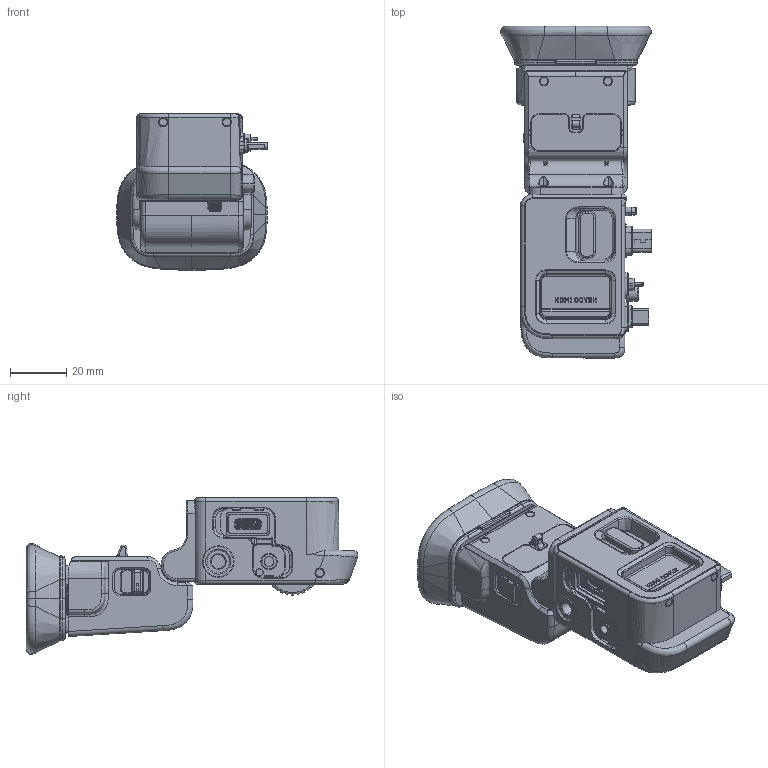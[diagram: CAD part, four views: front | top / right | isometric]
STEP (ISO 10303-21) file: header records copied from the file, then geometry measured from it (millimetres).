
FILE_DESCRIPTION (( 'STEP AP214' ), '1' );
FILE_NAME ('SIGMA_EVF-11_with_EC-41_ver1.STEP', '2021-03-04T12:04:59', ( '' ), ( '' ), 'SwSTEP 2.0', 'SolidWorks 2017', '' );
FILE_SCHEMA (( 'AUTOMOTIVE_DESIGN' ));
Length unit declared in the file: millimetre
Products named in the file (1): SIGMA_EVF-11_with_EC-41_ver1
Bounding box: 53.78 x 118.5 x 55.91 mm (x, y, z)
Volume: 118602.7 mm3; surface area: 28522.4 mm2
Topology: 1 solids, 11 shells, 4311 faces, 11596 edges, 7386 vertices
Faces by surface type: plane 2384, cylinder 979, bspline 583, torus 220, cone 126, sphere 19
Entity records: 206249 total; most frequent: CARTESIAN_POINT 55777, ORIENTED_EDGE 23162, DIRECTION 19189, EDGE_CURVE 11581, VERTEX_POINT 7383, VECTOR 7265, LINE 7265, AXIS2_PLACEMENT_3D 5962
